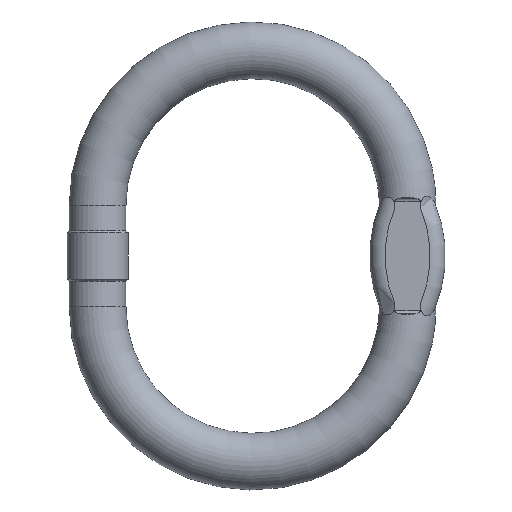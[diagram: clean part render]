
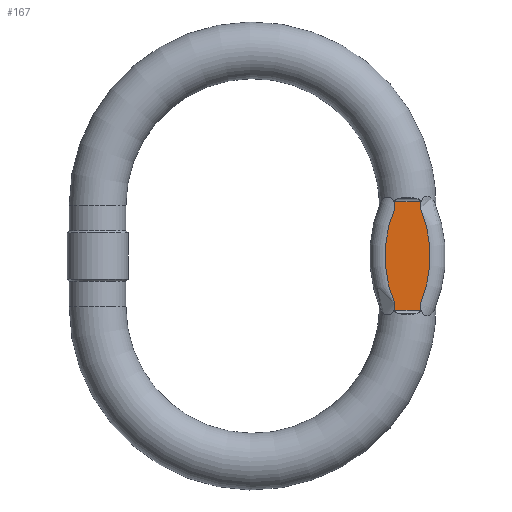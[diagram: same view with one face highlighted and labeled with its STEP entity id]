
A CAD part, top view. The second image highlights one B-rep face of the part: STEP entity #167.
In plain terms, the highlighted planar face has unit normal (0, 0, 1).
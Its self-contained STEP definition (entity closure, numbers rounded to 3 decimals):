
#37=PLANE('',#672);
#50=LINE('',#906,#66);
#53=LINE('',#956,#69);
#54=LINE('',#958,#70);
#55=LINE('',#968,#71);
#58=LINE('',#1242,#74);
#59=LINE('',#1244,#75);
#66=VECTOR('',#724,1.);
#69=VECTOR('',#747,1.);
#70=VECTOR('',#750,1.);
#71=VECTOR('',#755,1.);
#74=VECTOR('',#794,1.);
#75=VECTOR('',#797,1.);
#93=FACE_OUTER_BOUND('',#239,.T.);
#167=ADVANCED_FACE('',(#93),#37,.F.);
#239=EDGE_LOOP('',(#358,#359,#360,#361,#362,#363,#364,#365,#366,#367,#368,
#369));
#358=ORIENTED_EDGE('',*,*,#567,.T.);
#359=ORIENTED_EDGE('',*,*,#578,.T.);
#360=ORIENTED_EDGE('',*,*,#563,.T.);
#361=ORIENTED_EDGE('',*,*,#516,.F.);
#362=ORIENTED_EDGE('',*,*,#579,.T.);
#363=ORIENTED_EDGE('',*,*,#530,.F.);
#364=ORIENTED_EDGE('',*,*,#549,.F.);
#365=ORIENTED_EDGE('',*,*,#580,.T.);
#366=ORIENTED_EDGE('',*,*,#545,.F.);
#367=ORIENTED_EDGE('',*,*,#529,.F.);
#368=ORIENTED_EDGE('',*,*,#581,.T.);
#369=ORIENTED_EDGE('',*,*,#533,.F.);
#452=VERTEX_POINT('',#899);
#454=VERTEX_POINT('',#905);
#466=VERTEX_POINT('',#950);
#467=VERTEX_POINT('',#955);
#468=VERTEX_POINT('',#959);
#469=VERTEX_POINT('',#960);
#471=VERTEX_POINT('',#969);
#472=VERTEX_POINT('',#970);
#480=VERTEX_POINT('',#1043);
#483=VERTEX_POINT('',#1066);
#493=VERTEX_POINT('',#1163);
#496=VERTEX_POINT('',#1186);
#516=EDGE_CURVE('',#454,#452,#50,.T.);
#529=EDGE_CURVE('',#467,#466,#53,.T.);
#530=EDGE_CURVE('',#468,#469,#54,.T.);
#533=EDGE_CURVE('',#471,#472,#55,.T.);
#545=EDGE_CURVE('',#466,#480,#608,.T.);
#549=EDGE_CURVE('',#483,#468,#609,.T.);
#563=EDGE_CURVE('',#493,#452,#613,.T.);
#567=EDGE_CURVE('',#471,#496,#614,.T.);
#578=EDGE_CURVE('',#496,#493,#58,.T.);
#579=EDGE_CURVE('',#454,#469,#618,.T.);
#580=EDGE_CURVE('',#483,#480,#59,.T.);
#581=EDGE_CURVE('',#467,#472,#619,.T.);
#608=CIRCLE('',#656,165.61);
#609=CIRCLE('',#657,140.39);
#613=CIRCLE('',#663,140.39);
#614=CIRCLE('',#664,165.61);
#618=CIRCLE('',#670,118.302);
#619=CIRCLE('',#671,118.302);
#656=AXIS2_PLACEMENT_3D('',#1042,#764,#765);
#657=AXIS2_PLACEMENT_3D('',#1067,#766,#767);
#663=AXIS2_PLACEMENT_3D('',#1162,#778,#779);
#664=AXIS2_PLACEMENT_3D('',#1187,#780,#781);
#670=AXIS2_PLACEMENT_3D('',#1243,#795,#796);
#671=AXIS2_PLACEMENT_3D('',#1245,#798,#799);
#672=AXIS2_PLACEMENT_3D('',#1246,#800,#801);
#724=DIRECTION('',(0.,1.,0.));
#747=DIRECTION('',(0.,-1.,0.));
#750=DIRECTION('',(0.,1.,0.));
#755=DIRECTION('',(0.,-1.,0.));
#764=DIRECTION('',(0.,0.,-1.));
#765=DIRECTION('',(-1.,0.,0.));
#766=DIRECTION('',(0.,0.,1.));
#767=DIRECTION('',(1.,0.,0.));
#778=DIRECTION('',(0.,0.,-1.));
#779=DIRECTION('',(1.,0.,0.));
#780=DIRECTION('',(0.,0.,1.));
#781=DIRECTION('',(-1.,0.,0.));
#794=DIRECTION('',(-1.,0.,0.));
#795=DIRECTION('',(0.,0.,1.));
#796=DIRECTION('',(-1.,0.,0.));
#797=DIRECTION('',(1.,0.,0.));
#798=DIRECTION('',(0.,0.,1.));
#799=DIRECTION('',(-1.,0.,0.));
#800=DIRECTION('',(0.,0.,-1.));
#801=DIRECTION('',(-1.,0.,0.));
#899=CARTESIAN_POINT('',(140.39,50.,25.));
#905=CARTESIAN_POINT('',(140.39,46.969,25.));
#906=CARTESIAN_POINT('',(140.39,-50.,25.));
#950=CARTESIAN_POINT('',(165.61,-50.,25.));
#955=CARTESIAN_POINT('',(165.61,-46.969,25.));
#956=CARTESIAN_POINT('',(165.61,-50.,25.));
#958=CARTESIAN_POINT('',(140.39,-50.,25.));
#959=CARTESIAN_POINT('',(140.39,-50.,25.));
#960=CARTESIAN_POINT('',(140.39,-46.969,25.));
#968=CARTESIAN_POINT('',(165.61,-50.,25.));
#969=CARTESIAN_POINT('',(165.61,50.,25.));
#970=CARTESIAN_POINT('',(165.61,46.969,25.));
#1042=CARTESIAN_POINT('',(0.,-50.,25.));
#1043=CARTESIAN_POINT('',(165.571,-53.594,25.));
#1066=CARTESIAN_POINT('',(140.344,-53.594,25.));
#1067=CARTESIAN_POINT('',(0.,-50.,25.));
#1162=CARTESIAN_POINT('',(0.,50.,25.));
#1163=CARTESIAN_POINT('',(140.344,53.594,25.));
#1186=CARTESIAN_POINT('',(165.571,53.594,25.));
#1187=CARTESIAN_POINT('',(0.,50.,25.));
#1242=CARTESIAN_POINT('',(140.262,53.594,25.));
#1243=CARTESIAN_POINT('',(248.968,0.,25.));
#1244=CARTESIAN_POINT('',(165.501,-53.594,25.));
#1245=CARTESIAN_POINT('',(57.032,0.,25.));
#1246=CARTESIAN_POINT('',(181.,-56.,25.));
